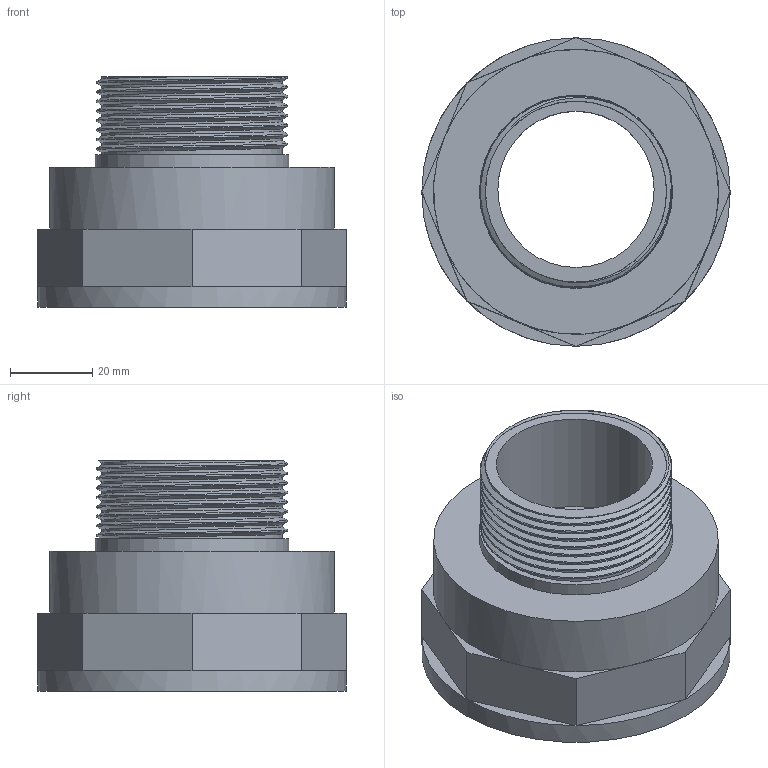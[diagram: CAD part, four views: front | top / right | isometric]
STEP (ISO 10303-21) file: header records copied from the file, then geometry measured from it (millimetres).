
FILE_DESCRIPTION (( 'STEP AP203' ), '1' );
FILE_NAME ('00238_1511.STEP', '2017-07-14T14:22:03', ( '' ), ( '' ), 'SwSTEP 2.0', 'SolidWorks 2011', '' );
FILE_SCHEMA (( 'CONFIG_CONTROL_DESIGN' ));
Length unit declared in the file: millimetre
Products named in the file (1): 00238_1511
Bounding box: 75 x 75 x 56 mm (x, y, z)
Volume: 55232.2 mm3; surface area: 33527.3 mm2
Topology: 1 solids, 1 shells, 57 faces, 129 edges, 78 vertices
Faces by surface type: plane 34, cylinder 15, bspline 7, cone 1
Full cylindrical faces by diameter (mm): 38 x1, 44 x1, 47 x1, 60 x10, 69.291 x1, 75 x1
Entity records: 5968 total; most frequent: CARTESIAN_POINT 4990, DIRECTION 179, ORIENTED_EDGE 178, EDGE_CURVE 89, AXIS2_PLACEMENT_3D 70, EDGE_LOOP 62, VERTEX_POINT 55, FACE_OUTER_BOUND 54
